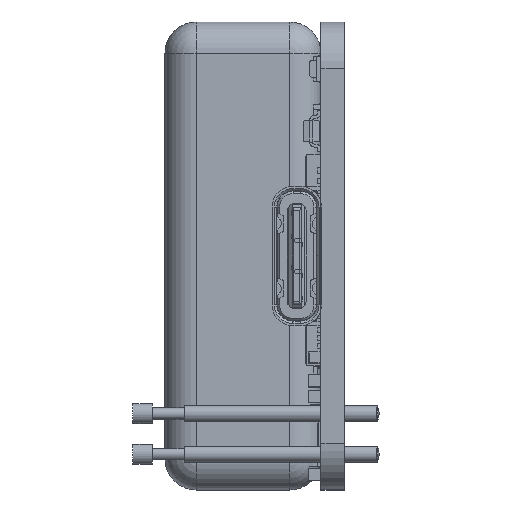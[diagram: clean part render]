
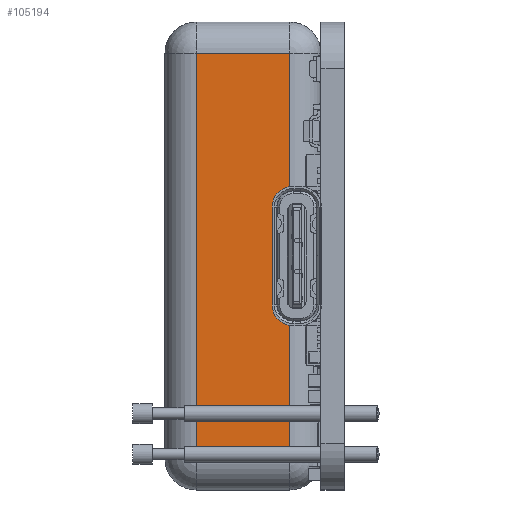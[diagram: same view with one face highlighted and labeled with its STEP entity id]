
A CAD part, left-side view. The second image highlights one B-rep face of the part: STEP entity #105194.
In plain terms, the highlighted planar face has unit normal (-1, 0, 0).
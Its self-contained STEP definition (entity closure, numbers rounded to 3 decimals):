
#11783=PLANE('',#111673);
#17364=FACE_OUTER_BOUND('',#23500,.T.);
#23500=EDGE_LOOP('',(#97177,#97178,#97179,#97180));
#32961=LINE('',#202768,#42540);
#32962=LINE('',#202770,#42541);
#32963=LINE('',#202772,#42542);
#32964=LINE('',#202773,#42543);
#42540=VECTOR('',#131489,1000.);
#42541=VECTOR('',#131490,1000.);
#42542=VECTOR('',#131491,1000.);
#42543=VECTOR('',#131492,1000.);
#53803=VERTEX_POINT('',#202766);
#53804=VERTEX_POINT('',#202767);
#53805=VERTEX_POINT('',#202769);
#53806=VERTEX_POINT('',#202771);
#68389=EDGE_CURVE('',#53803,#53804,#32961,.T.);
#68390=EDGE_CURVE('',#53804,#53805,#32962,.T.);
#68391=EDGE_CURVE('',#53805,#53806,#32963,.T.);
#68392=EDGE_CURVE('',#53806,#53803,#32964,.T.);
#97177=ORIENTED_EDGE('',*,*,#68389,.T.);
#97178=ORIENTED_EDGE('',*,*,#68390,.T.);
#97179=ORIENTED_EDGE('',*,*,#68391,.T.);
#97180=ORIENTED_EDGE('',*,*,#68392,.T.);
#105194=ADVANCED_FACE('',(#17364),#11783,.F.);
#111673=AXIS2_PLACEMENT_3D('',#202765,#131487,#131488);
#131487=DIRECTION('center_axis',(1.,0.,0.));
#131488=DIRECTION('ref_axis',(0.,0.,-1.));
#131489=DIRECTION('',(0.,1.,0.));
#131490=DIRECTION('',(0.,0.,-1.));
#131491=DIRECTION('',(0.,-1.,0.));
#131492=DIRECTION('',(0.,0.,1.));
#202765=CARTESIAN_POINT('Origin',(-20.,5.,-15.));
#202766=CARTESIAN_POINT('',(-20.,-3.,13.));
#202767=CARTESIAN_POINT('',(-20.,3.,13.));
#202768=CARTESIAN_POINT('',(-20.,5.,13.));
#202769=CARTESIAN_POINT('',(-20.,3.,-13.));
#202770=CARTESIAN_POINT('',(-20.,3.,-13.));
#202771=CARTESIAN_POINT('',(-20.,-3.,-13.));
#202772=CARTESIAN_POINT('',(-20.,5.,-13.));
#202773=CARTESIAN_POINT('',(-20.,-3.,-15.));
